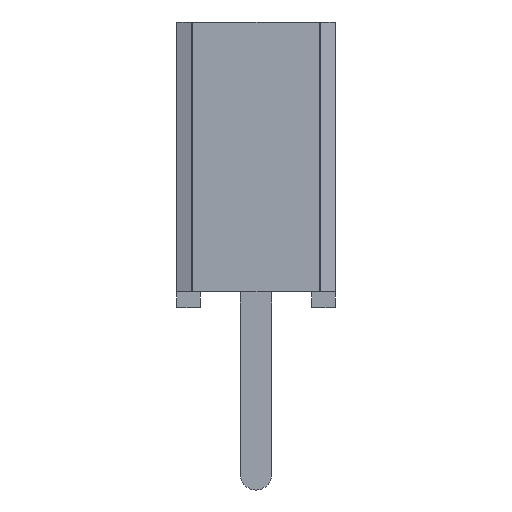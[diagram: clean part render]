
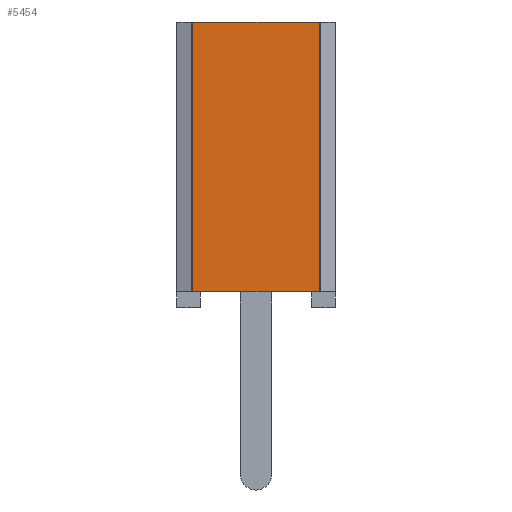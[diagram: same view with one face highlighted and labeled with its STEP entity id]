
A CAD part, left-side view. The second image highlights one B-rep face of the part: STEP entity #5454.
In plain terms, the highlighted planar face has unit normal (-1, 0, 0).
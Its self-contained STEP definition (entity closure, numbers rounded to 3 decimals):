
#5454 = ADVANCED_FACE('',(#5455),#5489,.F.);
#5455 = FACE_BOUND('',#5456,.T.);
#5456 = EDGE_LOOP('',(#5457,#5467,#5475,#5483));
#5457 = ORIENTED_EDGE('',*,*,#5458,.T.);
#5458 = EDGE_CURVE('',#5459,#5461,#5463,.T.);
#5459 = VERTEX_POINT('',#5460);
#5460 = CARTESIAN_POINT('',(-15.354,1.026,4.572));
#5461 = VERTEX_POINT('',#5462);
#5462 = CARTESIAN_POINT('',(-15.354,1.026,0.254));
#5463 = LINE('',#5464,#5465);
#5464 = CARTESIAN_POINT('',(-15.354,1.026,4.572));
#5465 = VECTOR('',#5466,1.);
#5466 = DIRECTION('',(0.,0.,-1.));
#5467 = ORIENTED_EDGE('',*,*,#5468,.T.);
#5468 = EDGE_CURVE('',#5461,#5469,#5471,.T.);
#5469 = VERTEX_POINT('',#5470);
#5470 = CARTESIAN_POINT('',(-15.354,-1.026,0.254));
#5471 = LINE('',#5472,#5473);
#5472 = CARTESIAN_POINT('',(-15.354,0.889,0.254));
#5473 = VECTOR('',#5474,1.);
#5474 = DIRECTION('',(0.,-1.,0.));
#5475 = ORIENTED_EDGE('',*,*,#5476,.T.);
#5476 = EDGE_CURVE('',#5469,#5477,#5479,.T.);
#5477 = VERTEX_POINT('',#5478);
#5478 = CARTESIAN_POINT('',(-15.354,-1.026,4.572));
#5479 = LINE('',#5480,#5481);
#5480 = CARTESIAN_POINT('',(-15.354,-1.026,4.572));
#5481 = VECTOR('',#5482,1.);
#5482 = DIRECTION('',(0.,0.,1.));
#5483 = ORIENTED_EDGE('',*,*,#5484,.F.);
#5484 = EDGE_CURVE('',#5459,#5477,#5485,.T.);
#5485 = LINE('',#5486,#5487);
#5486 = CARTESIAN_POINT('',(-15.354,1.27,4.572));
#5487 = VECTOR('',#5488,1.);
#5488 = DIRECTION('',(0.,-1.,0.));
#5489 = PLANE('',#5490);
#5490 = AXIS2_PLACEMENT_3D('',#5491,#5492,#5493);
#5491 = CARTESIAN_POINT('',(-15.354,1.27,4.572));
#5492 = DIRECTION('',(1.,0.,0.));
#5493 = DIRECTION('',(0.,1.,0.));
